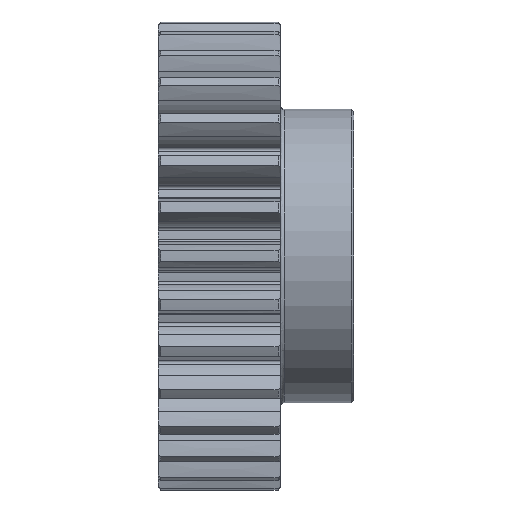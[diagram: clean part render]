
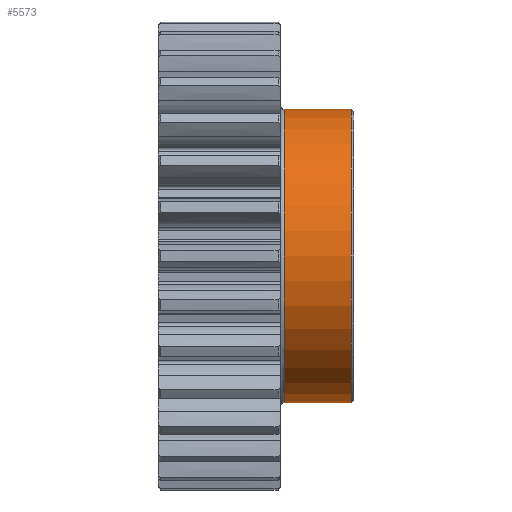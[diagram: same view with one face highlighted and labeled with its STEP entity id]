
A CAD part, front view. The second image highlights one B-rep face of the part: STEP entity #5573.
In plain terms, the highlighted cylindrical face has radius 30 mm (diameter 60 mm), a partial arc.
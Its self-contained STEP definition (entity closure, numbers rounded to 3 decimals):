
#1140 = CARTESIAN_POINT ( 'NONE',  ( 27., 0., 0. ) ) ;
#1141 = DIRECTION ( 'NONE',  ( -1., 0., 0. ) ) ;
#1142 = DIRECTION ( 'NONE',  ( 0., 0., 1. ) ) ;
#1409 = CARTESIAN_POINT ( 'NONE',  ( 27.5, 0., -30. ) ) ;
#1410 = DIRECTION ( 'NONE',  ( -1., 0., 0. ) ) ;
#1426 = CARTESIAN_POINT ( 'NONE',  ( 27.5, 0., 30. ) ) ;
#1427 = DIRECTION ( 'NONE',  ( -1., 0., 0. ) ) ;
#5573 = ADVANCED_FACE ( 'NONE', ( #7659 ), #7631, .T. ) ;
#5837 = VERTEX_POINT ( 'NONE', #7819 ) ;
#5935 = VERTEX_POINT ( 'NONE', #7833 ) ;
#6198 = VERTEX_POINT ( 'NONE', #7870 ) ;
#6396 = VERTEX_POINT ( 'NONE', #7911 ) ;
#7177 = CARTESIAN_POINT ( 'NONE',  ( 27.5, 0., 0. ) ) ;
#7178 = DIRECTION ( 'NONE',  ( -1., 0., 0. ) ) ;
#7187 = DIRECTION ( 'NONE',  ( 0., 0., 1. ) ) ;
#7631 = CYLINDRICAL_SURFACE ( 'NONE', #10263, 30. ) ;
#7659 = FACE_OUTER_BOUND ( 'NONE', #16169, .T. ) ;
#7819 = CARTESIAN_POINT ( 'NONE',  ( 27., 0., -30. ) ) ;
#7833 = CARTESIAN_POINT ( 'NONE',  ( 13.3, 0., -30. ) ) ;
#7870 = CARTESIAN_POINT ( 'NONE',  ( 13.3, 0., 30. ) ) ;
#7911 = CARTESIAN_POINT ( 'NONE',  ( 27., 0., 30. ) ) ;
#10263 = AXIS2_PLACEMENT_3D ( 'NONE', #7177, #7178, #7187 ) ;
#11138 = AXIS2_PLACEMENT_3D ( 'NONE', #12231, #12232, #12233 ) ;
#11162 = AXIS2_PLACEMENT_3D ( 'NONE', #1140, #1141, #1142 ) ;
#12231 = CARTESIAN_POINT ( 'NONE',  ( 13.3, 0., 0. ) ) ;
#12232 = DIRECTION ( 'NONE',  ( 1., 0., 0. ) ) ;
#12233 = DIRECTION ( 'NONE',  ( 0., 0., -1. ) ) ;
#12326 = EDGE_CURVE ( 'NONE', #6198, #5935, #13087, .T. ) ;
#12369 = EDGE_CURVE ( 'NONE', #5837, #6396, #13124, .T. ) ;
#12450 = EDGE_CURVE ( 'NONE', #5837, #5935, #13180, .T. ) ;
#12453 = EDGE_CURVE ( 'NONE', #6396, #6198, #13184, .T. ) ;
#13087 = CIRCLE ( 'NONE', #11138, 30. ) ;
#13124 = CIRCLE ( 'NONE', #11162, 30. ) ;
#13180 = LINE ( 'NONE', #1409, #13182 ) ;
#13182 = VECTOR ( 'NONE', #1410, 1000. ) ;
#13184 = LINE ( 'NONE', #1426, #13185 ) ;
#13185 = VECTOR ( 'NONE', #1427, 1000. ) ;
#14968 = ORIENTED_EDGE ( 'NONE', *, *, #12450, .F. ) ;
#15757 = ORIENTED_EDGE ( 'NONE', *, *, #12326, .T. ) ;
#16110 = ORIENTED_EDGE ( 'NONE', *, *, #12453, .T. ) ;
#16169 = EDGE_LOOP ( 'NONE', ( #14968, #16195, #16110, #15757 ) ) ;
#16195 = ORIENTED_EDGE ( 'NONE', *, *, #12369, .T. ) ;
